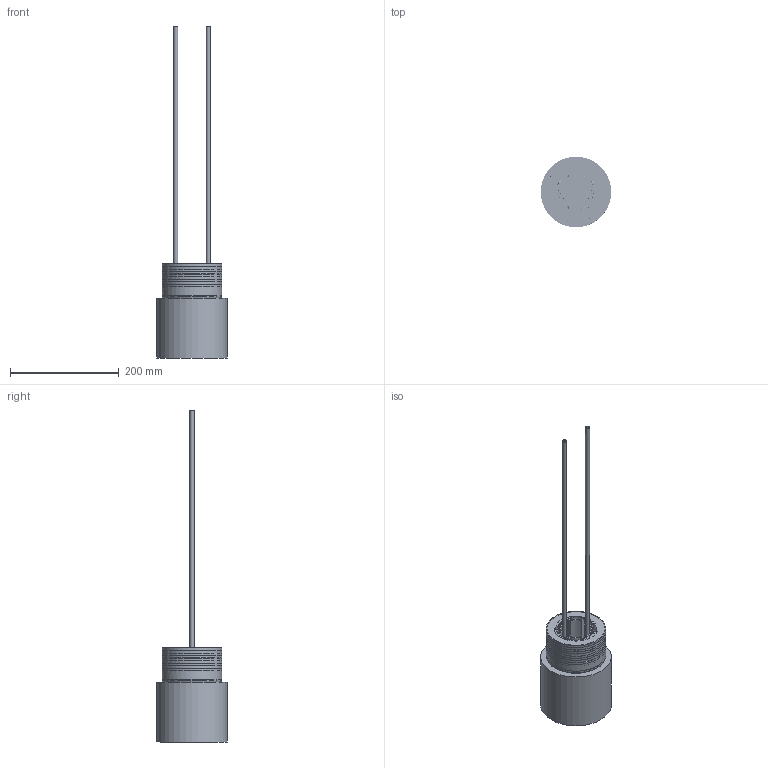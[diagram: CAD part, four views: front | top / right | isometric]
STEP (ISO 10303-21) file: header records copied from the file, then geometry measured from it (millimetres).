
FILE_DESCRIPTION(/* description */ (''),/* implementation_level */ '2;1');
FILE_NAME(/* name */ 'Flyer v46.step',/* time_stamp */ '2017-06-15T09:43:53-07:00',/* author */ (''),/* organization */ (''),/* preprocessor_version */ 'ST-DEVELOPER v16.13',/* originating_system */ 'Autodesk Translation Framework v6.1.1.50',/* authorisation */ '');
FILE_SCHEMA (('AUTOMOTIVE_DESIGN { 1 0 10303 214 3 1 1 }'));
Length unit declared in the file: millimetre
Products named in the file (19): Flyer v46; Gimbal Mount; Feiyu Gimbal; Fasteners; 94223A101; 90591A250; 91290A120; 91239A326; flyer-gimbal-plate; flyer-gimbal-clamp; 91290A115 (1); 90591A250 (3); Rods; Carbon Rod; LED Ring; Single LED Ring; flyer-flexdiffuser; flyer-ledring; flyer-ledstack-1
Assembly tree (34 placements, depth 4):
  Flyer v46
    Gimbal Mount
      Feiyu Gimbal
      Fasteners
        91239A326  x4
        94223A101  x4
        90591A250  x2
        91290A120  x2
      flyer-gimbal-plate
      flyer-gimbal-clamp
      91290A115 (1)  x3
      90591A250 (3)  x3
    Rods
      Carbon Rod  x2
    LED Ring
      Single LED Ring  x3
        flyer-flexdiffuser
        flyer-ledring
      flyer-ledstack-1
Bounding box: 130 x 130 x 612 mm (x, y, z)
Volume: 1766689.3 mm3; surface area: 328137.7 mm2
Topology: 34 solids, 34 shells, 1128 faces, 2822 edges, 1787 vertices
Faces by surface type: plane 451, cylinder 412, cone 221, bspline 36, sphere 4, torus 4
Full cylindrical faces by diameter (mm): 3 x119, 3.2 x10, 5.5 x5, 6 x2, 7 x17, 8 x4, 10.5 x4, 80.668 x6, 84.668 x9, 107 x1, 110 x11, 130 x1
Entity records: 32228 total; most frequent: CARTESIAN_POINT 19535, DIRECTION 2649, ORIENTED_EDGE 2478, EDGE_CURVE 1239, AXIS2_PLACEMENT_3D 1041, VERTEX_POINT 821, EDGE_LOOP 646, LINE 567
